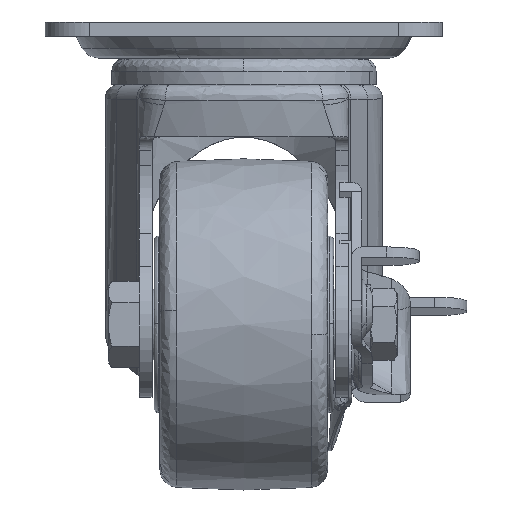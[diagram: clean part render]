
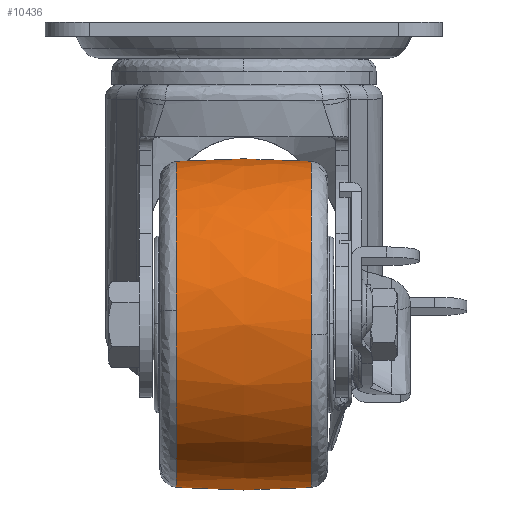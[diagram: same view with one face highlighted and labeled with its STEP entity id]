
A CAD part, left-side view. The second image highlights one B-rep face of the part: STEP entity #10436.
In plain terms, the highlighted free-form (B-spline) face has degree [2, 2] with [3, 5] control points.
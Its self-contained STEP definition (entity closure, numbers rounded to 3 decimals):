
#10087=CARTESIAN_POINT('',(-58.841,-15.306,-70.818));
#10088=VERTEX_POINT('',#10087);
#10102=CARTESIAN_POINT('',(-22.0,-15.306,-105.413));
#10103=VERTEX_POINT('',#10102);
#10104=CARTESIAN_POINT('',(-58.841,-15.306,-70.818));
#10105=CARTESIAN_POINT('',(-56.664,-15.306,-105.413));
#10106=CARTESIAN_POINT('',(-22.0,-15.306,-105.413));
#10114=(BOUNDED_CURVE()B_SPLINE_CURVE(2,(#10104,#10105,#10106),.UNSPECIFIED.,.F.,.U.)B_SPLINE_CURVE_WITH_KNOTS((3,3),(0.761,1.0),.UNSPECIFIED.)CURVE()GEOMETRIC_REPRESENTATION_ITEM()RATIONAL_B_SPLINE_CURVE((0.975,0.72,1.0))REPRESENTATION_ITEM(''));
#10115=EDGE_CURVE('',#10088,#10103,#10114,.T.);
#10177=CARTESIAN_POINT('',(-22.0,-15.306,-31.587));
#10178=VERTEX_POINT('',#10177);
#10192=CARTESIAN_POINT('',(-22.0,-15.306,-31.587));
#10193=CARTESIAN_POINT('',(-58.913,-15.306,-31.587));
#10194=CARTESIAN_POINT('',(-58.913,-15.306,-68.5));
#10195=CARTESIAN_POINT('',(-58.913,-15.306,-69.66));
#10196=CARTESIAN_POINT('',(-58.841,-15.306,-70.818));
#10204=(BOUNDED_CURVE()B_SPLINE_CURVE(2,(#10192,#10193,#10194,#10195,#10196),.UNSPECIFIED.,.F.,.U.)B_SPLINE_CURVE_WITH_KNOTS((3,2,3),(0.5,0.75,0.761),.UNSPECIFIED.)CURVE()GEOMETRIC_REPRESENTATION_ITEM()RATIONAL_B_SPLINE_CURVE((1.0,0.707,1.0,0.987,0.975))REPRESENTATION_ITEM(''));
#10205=EDGE_CURVE('',#10178,#10088,#10204,.T.);
#10312=CARTESIAN_POINT('',(-22.0,15.306,-105.413));
#10313=VERTEX_POINT('',#10312);
#10314=CARTESIAN_POINT('',(-22.,-15.306,-105.413));
#10315=CARTESIAN_POINT('',(-22.,0.,-106.588));
#10316=CARTESIAN_POINT('',(-22.,15.306,-105.413));
#10324=(BOUNDED_CURVE()B_SPLINE_CURVE(2,(#10314,#10315,#10316),.UNSPECIFIED.,.F.,.U.)B_SPLINE_CURVE_WITH_KNOTS((3,3),(0.44,0.56),.UNSPECIFIED.)CURVE()GEOMETRIC_REPRESENTATION_ITEM()RATIONAL_B_SPLINE_CURVE((0.908,0.905,0.908))REPRESENTATION_ITEM(''));
#10325=EDGE_CURVE('',#10103,#10313,#10324,.T.);
#10342=CARTESIAN_POINT('',(-22.0,15.306,-31.587));
#10343=VERTEX_POINT('',#10342);
#10359=CARTESIAN_POINT('',(-22.,-15.306,-31.587));
#10360=CARTESIAN_POINT('',(-22.,0.,-30.412));
#10361=CARTESIAN_POINT('',(-22.,15.306,-31.587));
#10369=(BOUNDED_CURVE()B_SPLINE_CURVE(2,(#10359,#10360,#10361),.UNSPECIFIED.,.F.,.U.)B_SPLINE_CURVE_WITH_KNOTS((3,3),(0.44,0.56),.UNSPECIFIED.)CURVE()GEOMETRIC_REPRESENTATION_ITEM()RATIONAL_B_SPLINE_CURVE((0.908,0.905,0.908))REPRESENTATION_ITEM(''));
#10370=EDGE_CURVE('',#10178,#10343,#10369,.T.);
#10377=CARTESIAN_POINT('',(-22.0,-16.83,-31.709));
#10378=CARTESIAN_POINT('',(-22.,0.,-30.288));
#10379=CARTESIAN_POINT('',(-22.0,16.83,-31.709));
#10380=CARTESIAN_POINT('',(-58.791,-16.83,-31.709));
#10381=CARTESIAN_POINT('',(-60.212,0.,-30.288));
#10382=CARTESIAN_POINT('',(-58.791,16.83,-31.709));
#10383=CARTESIAN_POINT('',(-58.791,-16.83,-68.5));
#10384=CARTESIAN_POINT('',(-60.212,0.,-68.5));
#10385=CARTESIAN_POINT('',(-58.791,16.83,-68.5));
#10386=CARTESIAN_POINT('',(-58.791,-16.83,-105.291));
#10387=CARTESIAN_POINT('',(-60.212,0.,-106.712));
#10388=CARTESIAN_POINT('',(-58.791,16.83,-105.291));
#10389=CARTESIAN_POINT('',(-22.0,-16.83,-105.291));
#10390=CARTESIAN_POINT('',(-22.,0.,-106.712));
#10391=CARTESIAN_POINT('',(-22.0,16.83,-105.291));
#10399=(BOUNDED_SURFACE()B_SPLINE_SURFACE(2,2,((#10377,#10380,#10383,#10386,#10389),(#10378,#10381,#10384,#10387,#10390),(#10379,#10382,#10385,#10388,#10391)),.UNSPECIFIED.,.F.,.F.,.U.)B_SPLINE_SURFACE_WITH_KNOTS((3,3),(3,2,3),(0.0,33.72),(0.0,62.132,124.264),.UNSPECIFIED.)GEOMETRIC_REPRESENTATION_ITEM()RATIONAL_B_SPLINE_SURFACE(((0.908,0.642,0.908,0.642,0.908),(0.905,0.64,0.905,0.64,0.905),(0.908,0.642,0.908,0.642,0.908)))REPRESENTATION_ITEM('')SURFACE());
#10400=ORIENTED_EDGE('',*,*,#10325,.F.);
#10401=ORIENTED_EDGE('',*,*,#10115,.F.);
#10402=ORIENTED_EDGE('',*,*,#10205,.F.);
#10403=ORIENTED_EDGE('',*,*,#10370,.T.);
#10404=CARTESIAN_POINT('',(-58.771,15.306,-65.257));
#10405=VERTEX_POINT('',#10404);
#10406=CARTESIAN_POINT('',(-22.0,15.306,-31.587));
#10407=CARTESIAN_POINT('',(-55.801,15.306,-31.587));
#10408=CARTESIAN_POINT('',(-58.771,15.306,-65.257));
#10416=(BOUNDED_CURVE()B_SPLINE_CURVE(2,(#10406,#10407,#10408),.UNSPECIFIED.,.F.,.U.)B_SPLINE_CURVE_WITH_KNOTS((3,3),(0.5,0.735),.UNSPECIFIED.)CURVE()GEOMETRIC_REPRESENTATION_ITEM()RATIONAL_B_SPLINE_CURVE((1.0,0.725,0.966))REPRESENTATION_ITEM(''));
#10417=EDGE_CURVE('',#10343,#10405,#10416,.T.);
#10418=ORIENTED_EDGE('',*,*,#10417,.T.);
#10419=CARTESIAN_POINT('',(-58.771,15.306,-65.257));
#10420=CARTESIAN_POINT('',(-58.913,15.306,-66.875));
#10421=CARTESIAN_POINT('',(-58.913,15.306,-68.5));
#10422=CARTESIAN_POINT('',(-58.913,15.306,-105.413));
#10423=CARTESIAN_POINT('',(-22.0,15.306,-105.413));
#10431=(BOUNDED_CURVE()B_SPLINE_CURVE(2,(#10419,#10420,#10421,#10422,#10423),.UNSPECIFIED.,.F.,.U.)B_SPLINE_CURVE_WITH_KNOTS((3,2,3),(0.735,0.75,1.0),.UNSPECIFIED.)CURVE()GEOMETRIC_REPRESENTATION_ITEM()RATIONAL_B_SPLINE_CURVE((0.966,0.982,1.0,0.707,1.0))REPRESENTATION_ITEM(''));
#10432=EDGE_CURVE('',#10405,#10313,#10431,.T.);
#10433=ORIENTED_EDGE('',*,*,#10432,.T.);
#10434=EDGE_LOOP('',(#10400,#10401,#10402,#10403,#10418,#10433));
#10435=FACE_OUTER_BOUND('',#10434,.T.);
#10436=ADVANCED_FACE('',(#10435),#10399,.T.);
